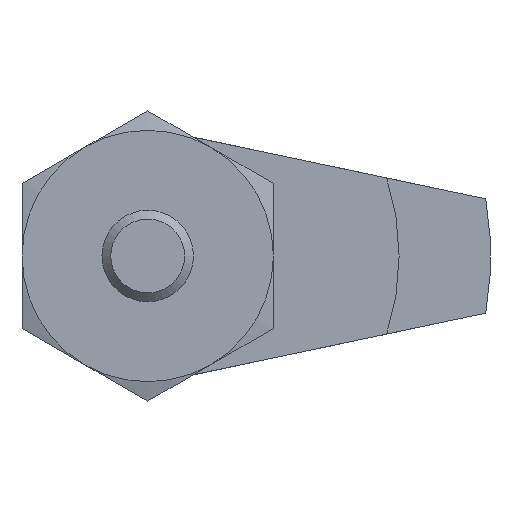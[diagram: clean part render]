
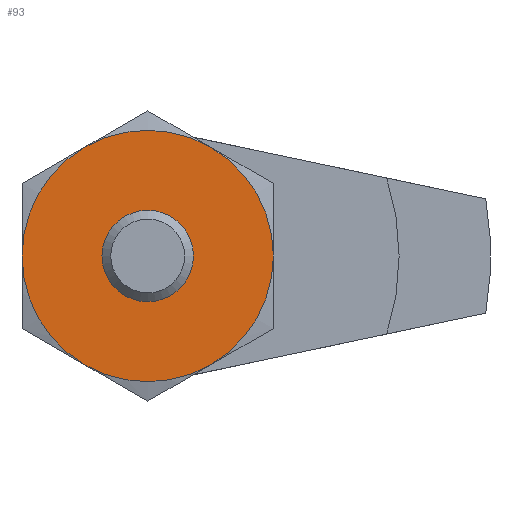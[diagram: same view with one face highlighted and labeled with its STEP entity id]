
A CAD part, front view. The second image highlights one B-rep face of the part: STEP entity #93.
In plain terms, the highlighted planar face has unit normal (0, -1, 0).
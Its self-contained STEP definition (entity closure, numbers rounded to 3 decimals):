
#93 = ADVANCED_FACE( '', ( #221, #222 ), #223, .F. );
#221 = FACE_BOUND( '', #384, .T. );
#222 = FACE_OUTER_BOUND( '', #385, .T. );
#223 = PLANE( '', #386 );
#384 = EDGE_LOOP( '', ( #585 ) );
#385 = EDGE_LOOP( '', ( #586, #587, #588, #589, #590, #591 ) );
#386 = AXIS2_PLACEMENT_3D( '', #592, #593, #594 );
#585 = ORIENTED_EDGE( '', *, *, #902, .F. );
#586 = ORIENTED_EDGE( '', *, *, #918, .T. );
#587 = ORIENTED_EDGE( '', *, *, #919, .T. );
#588 = ORIENTED_EDGE( '', *, *, #920, .T. );
#589 = ORIENTED_EDGE( '', *, *, #906, .T. );
#590 = ORIENTED_EDGE( '', *, *, #884, .T. );
#591 = ORIENTED_EDGE( '', *, *, #921, .T. );
#592 = CARTESIAN_POINT( '', ( 11., 0., 0. ) );
#593 = DIRECTION( '', ( 0., 1., 0. ) );
#594 = DIRECTION( '', ( 0., 0., 1. ) );
#884 = EDGE_CURVE( '', #1031, #1032, #1033, .T. );
#902 = EDGE_CURVE( '', #1063, #1063, #1064, .T. );
#906 = EDGE_CURVE( '', #1066, #1031, #1070, .T. );
#918 = EDGE_CURVE( '', #1088, #1089, #1090, .T. );
#919 = EDGE_CURVE( '', #1089, #1091, #1092, .T. );
#920 = EDGE_CURVE( '', #1091, #1066, #1093, .T. );
#921 = EDGE_CURVE( '', #1032, #1088, #1094, .T. );
#1031 = VERTEX_POINT( '', #1239 );
#1032 = VERTEX_POINT( '', #1240 );
#1033 = CIRCLE( '', #1241, 11. );
#1063 = VERTEX_POINT( '', #1309 );
#1064 = CIRCLE( '', #1310, 3. );
#1066 = VERTEX_POINT( '', #1312 );
#1070 = CIRCLE( '', #1326, 11. );
#1088 = VERTEX_POINT( '', #1357 );
#1089 = VERTEX_POINT( '', #1358 );
#1090 = CIRCLE( '', #1359, 11. );
#1091 = VERTEX_POINT( '', #1360 );
#1092 = CIRCLE( '', #1361, 11. );
#1093 = CIRCLE( '', #1362, 11. );
#1094 = CIRCLE( '', #1363, 11. );
#1239 = CARTESIAN_POINT( '', ( -11., 0., 0. ) );
#1240 = CARTESIAN_POINT( '', ( -5.5, 0., -9.526 ) );
#1241 = AXIS2_PLACEMENT_3D( '', #1599, #1600, #1601 );
#1309 = CARTESIAN_POINT( '', ( 0., 0., -3. ) );
#1310 = AXIS2_PLACEMENT_3D( '', #1616, #1617, #1618 );
#1312 = CARTESIAN_POINT( '', ( -5.5, 0., 9.526 ) );
#1326 = AXIS2_PLACEMENT_3D( '', #1619, #1620, #1621 );
#1357 = CARTESIAN_POINT( '', ( 5.5, 0., -9.526 ) );
#1358 = CARTESIAN_POINT( '', ( 11., 0., 0. ) );
#1359 = AXIS2_PLACEMENT_3D( '', #1640, #1641, #1642 );
#1360 = CARTESIAN_POINT( '', ( 5.5, 0., 9.526 ) );
#1361 = AXIS2_PLACEMENT_3D( '', #1643, #1644, #1645 );
#1362 = AXIS2_PLACEMENT_3D( '', #1646, #1647, #1648 );
#1363 = AXIS2_PLACEMENT_3D( '', #1649, #1650, #1651 );
#1599 = CARTESIAN_POINT( '', ( 0., 0., 0. ) );
#1600 = DIRECTION( '', ( 0., -1., 0. ) );
#1601 = DIRECTION( '', ( 0., 0., -1. ) );
#1616 = CARTESIAN_POINT( '', ( 0., 0., 0. ) );
#1617 = DIRECTION( '', ( 0., -1., 0. ) );
#1618 = DIRECTION( '', ( 0., 0., -1. ) );
#1619 = CARTESIAN_POINT( '', ( 0., 0., 0. ) );
#1620 = DIRECTION( '', ( 0., -1., 0. ) );
#1621 = DIRECTION( '', ( 0., 0., -1. ) );
#1640 = CARTESIAN_POINT( '', ( 0., 0., 0. ) );
#1641 = DIRECTION( '', ( 0., -1., 0. ) );
#1642 = DIRECTION( '', ( 0., 0., -1. ) );
#1643 = CARTESIAN_POINT( '', ( 0., 0., 0. ) );
#1644 = DIRECTION( '', ( 0., -1., 0. ) );
#1645 = DIRECTION( '', ( 0., 0., -1. ) );
#1646 = CARTESIAN_POINT( '', ( 0., 0., 0. ) );
#1647 = DIRECTION( '', ( 0., -1., 0. ) );
#1648 = DIRECTION( '', ( 0., 0., -1. ) );
#1649 = CARTESIAN_POINT( '', ( 0., 0., 0. ) );
#1650 = DIRECTION( '', ( 0., -1., 0. ) );
#1651 = DIRECTION( '', ( 0., 0., -1. ) );
